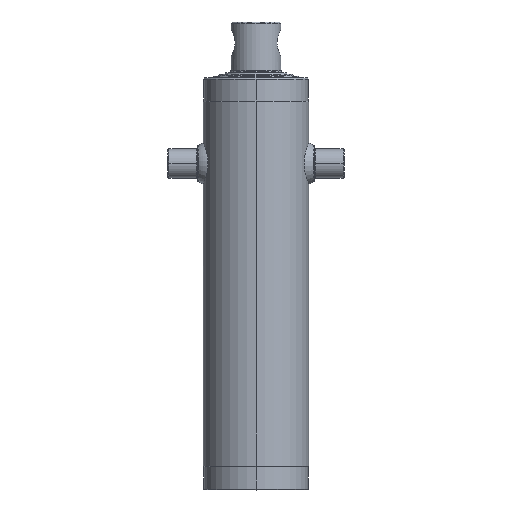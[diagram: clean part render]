
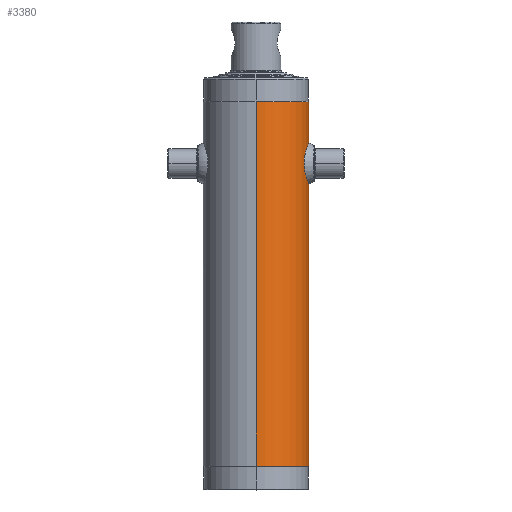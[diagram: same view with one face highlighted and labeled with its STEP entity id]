
A CAD part, top view. The second image highlights one B-rep face of the part: STEP entity #3380.
In plain terms, the highlighted cylindrical face has radius 88.9 mm (diameter 177.8 mm), a partial arc.
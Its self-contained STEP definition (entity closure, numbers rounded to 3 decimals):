
#124 = VERTEX_POINT ( 'NONE', #5838 ) ;
#282 = AXIS2_PLACEMENT_3D ( 'NONE', #4382, #9631, #5135 ) ;
#1057 = FACE_OUTER_BOUND ( 'NONE', #1134, .T. ) ;
#1134 = EDGE_LOOP ( 'NONE', ( #1644, #2493, #7575, #4606 ) ) ;
#1431 = CARTESIAN_POINT ( 'NONE',  ( 0., -26.623, -88.9 ) ) ;
#1644 = ORIENTED_EDGE ( 'NONE', *, *, #9449, .T. ) ;
#1743 = VECTOR ( 'NONE', #9738, 1000. ) ;
#2015 = CIRCLE ( 'NONE', #282, 88.9 ) ;
#2256 = EDGE_CURVE ( 'NONE', #3490, #2291, #2015, .T. ) ;
#2291 = VERTEX_POINT ( 'NONE', #3662 ) ;
#2493 = ORIENTED_EDGE ( 'NONE', *, *, #4995, .T. ) ;
#2740 = CARTESIAN_POINT ( 'NONE',  ( 0., 40., -88.9 ) ) ;
#2749 = AXIS2_PLACEMENT_3D ( 'NONE', #9678, #8163, #6658 ) ;
#2795 = CIRCLE ( 'NONE', #8097, 88.9 ) ;
#3380 = ADVANCED_FACE ( 'NONE', ( #1057 ), #4846, .T. ) ;
#3490 = VERTEX_POINT ( 'NONE', #2740 ) ;
#3510 = VECTOR ( 'NONE', #8924, 1000. ) ;
#3662 = CARTESIAN_POINT ( 'NONE',  ( 0., 40., 88.9 ) ) ;
#3886 = EDGE_CURVE ( 'NONE', #5293, #3490, #9502, .T. ) ;
#4042 = CARTESIAN_POINT ( 'NONE',  ( 0., 653., 0. ) ) ;
#4382 = CARTESIAN_POINT ( 'NONE',  ( 0., 40., 0. ) ) ;
#4497 = CARTESIAN_POINT ( 'NONE',  ( 0., -26.623, 88.9 ) ) ;
#4606 = ORIENTED_EDGE ( 'NONE', *, *, #3886, .F. ) ;
#4801 = DIRECTION ( 'NONE',  ( 0., 0., -1. ) ) ;
#4846 = CYLINDRICAL_SURFACE ( 'NONE', #2749, 88.9 ) ;
#4995 = EDGE_CURVE ( 'NONE', #124, #2291, #9725, .T. ) ;
#5135 = DIRECTION ( 'NONE',  ( 0., 0., -1. ) ) ;
#5293 = VERTEX_POINT ( 'NONE', #7013 ) ;
#5838 = CARTESIAN_POINT ( 'NONE',  ( 0., 653., 88.9 ) ) ;
#6658 = DIRECTION ( 'NONE',  ( 0., 0., -1. ) ) ;
#7013 = CARTESIAN_POINT ( 'NONE',  ( 0., 653., -88.9 ) ) ;
#7575 = ORIENTED_EDGE ( 'NONE', *, *, #2256, .F. ) ;
#8097 = AXIS2_PLACEMENT_3D ( 'NONE', #4042, #9275, #4801 ) ;
#8163 = DIRECTION ( 'NONE',  ( 0., -1., 0. ) ) ;
#8924 = DIRECTION ( 'NONE',  ( 0., -1., 0. ) ) ;
#9275 = DIRECTION ( 'NONE',  ( 0., -1., 0. ) ) ;
#9449 = EDGE_CURVE ( 'NONE', #5293, #124, #2795, .T. ) ;
#9502 = LINE ( 'NONE', #1431, #3510 ) ;
#9631 = DIRECTION ( 'NONE',  ( 0., -1., 0. ) ) ;
#9678 = CARTESIAN_POINT ( 'NONE',  ( 0., -26.623, 0. ) ) ;
#9725 = LINE ( 'NONE', #4497, #1743 ) ;
#9738 = DIRECTION ( 'NONE',  ( 0., -1., 0. ) ) ;
